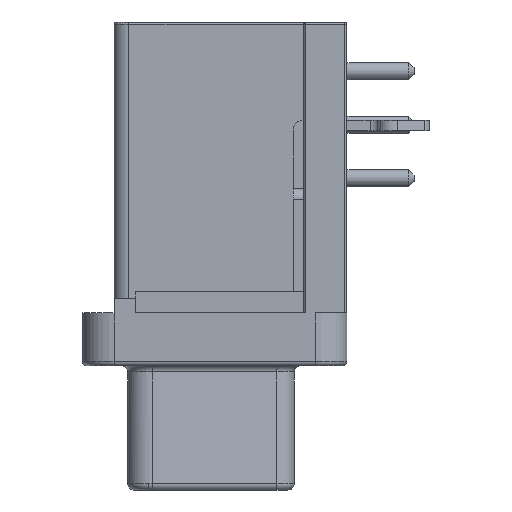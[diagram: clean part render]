
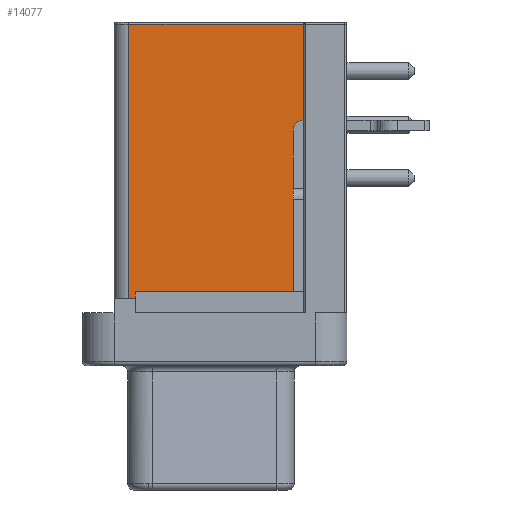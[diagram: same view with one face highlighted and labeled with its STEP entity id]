
A CAD part, left-side view. The second image highlights one B-rep face of the part: STEP entity #14077.
In plain terms, the highlighted planar face has unit normal (-1, 0, 0).
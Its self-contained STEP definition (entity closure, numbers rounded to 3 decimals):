
#11942 = PLANE('',#11943);
#11943 = AXIS2_PLACEMENT_3D('',#11944,#11945,#11946);
#11944 = CARTESIAN_POINT('',(-8.6,-4.225,16.3));
#11945 = DIRECTION('',(0.,-1.,0.));
#11946 = DIRECTION('',(1.,0.,0.));
#11962 = VERTEX_POINT('',#11963);
#11963 = CARTESIAN_POINT('',(-8.6,-4.225,16.2));
#11989 = EDGE_CURVE('',#11962,#11990,#11992,.T.);
#11990 = VERTEX_POINT('',#11991);
#11991 = CARTESIAN_POINT('',(-8.6,-4.225,2.5));
#11992 = SURFACE_CURVE('',#11993,(#11997,#12004),.PCURVE_S1.);
#11993 = LINE('',#11994,#11995);
#11994 = CARTESIAN_POINT('',(-8.6,-4.225,16.3));
#11995 = VECTOR('',#11996,1.);
#11996 = DIRECTION('',(-0.,-0.,-1.));
#11997 = PCURVE('',#11942,#11998);
#11998 = DEFINITIONAL_REPRESENTATION('',(#11999),#12003);
#11999 = LINE('',#12000,#12001);
#12000 = CARTESIAN_POINT('',(0.,0.));
#12001 = VECTOR('',#12002,1.);
#12002 = DIRECTION('',(0.,-1.));
#12003 = ( GEOMETRIC_REPRESENTATION_CONTEXT(2) 
PARAMETRIC_REPRESENTATION_CONTEXT() REPRESENTATION_CONTEXT('2D SPACE',''
  ) );
#12004 = PCURVE('',#12005,#12010);
#12005 = PLANE('',#12006);
#12006 = AXIS2_PLACEMENT_3D('',#12007,#12008,#12009);
#12007 = CARTESIAN_POINT('',(-8.6,-4.225,16.3));
#12008 = DIRECTION('',(1.,0.,0.));
#12009 = DIRECTION('',(0.,1.,0.));
#12010 = DEFINITIONAL_REPRESENTATION('',(#12011),#12015);
#12011 = LINE('',#12012,#12013);
#12012 = CARTESIAN_POINT('',(0.,0.));
#12013 = VECTOR('',#12014,1.);
#12014 = DIRECTION('',(0.,-1.));
#12015 = ( GEOMETRIC_REPRESENTATION_CONTEXT(2) 
PARAMETRIC_REPRESENTATION_CONTEXT() REPRESENTATION_CONTEXT('2D SPACE',''
  ) );
#12033 = PLANE('',#12034);
#12034 = AXIS2_PLACEMENT_3D('',#12035,#12036,#12037);
#12035 = CARTESIAN_POINT('',(13.9,-4.775,2.5));
#12036 = DIRECTION('',(0.,0.,1.));
#12037 = DIRECTION('',(1.,0.,-0.));
#13145 = VERTEX_POINT('',#13146);
#13146 = CARTESIAN_POINT('',(-8.6,3.775,2.5));
#13160 = PLANE('',#13161);
#13161 = AXIS2_PLACEMENT_3D('',#13162,#13163,#13164);
#13162 = CARTESIAN_POINT('',(-15.4,3.775,3.2));
#13163 = DIRECTION('',(0.,1.,0.));
#13164 = DIRECTION('',(-1.,0.,0.));
#13194 = EDGE_CURVE('',#13145,#11990,#13195,.T.);
#13195 = SURFACE_CURVE('',#13196,(#13200,#13207),.PCURVE_S1.);
#13196 = LINE('',#13197,#13198);
#13197 = CARTESIAN_POINT('',(-8.6,-4.225,2.5));
#13198 = VECTOR('',#13199,1.);
#13199 = DIRECTION('',(0.,-1.,-0.));
#13200 = PCURVE('',#12033,#13201);
#13201 = DEFINITIONAL_REPRESENTATION('',(#13202),#13206);
#13202 = LINE('',#13203,#13204);
#13203 = CARTESIAN_POINT('',(-22.5,0.55));
#13204 = VECTOR('',#13205,1.);
#13205 = DIRECTION('',(0.,-1.));
#13206 = ( GEOMETRIC_REPRESENTATION_CONTEXT(2) 
PARAMETRIC_REPRESENTATION_CONTEXT() REPRESENTATION_CONTEXT('2D SPACE',''
  ) );
#13207 = PCURVE('',#12005,#13208);
#13208 = DEFINITIONAL_REPRESENTATION('',(#13209),#13213);
#13209 = LINE('',#13210,#13211);
#13210 = CARTESIAN_POINT('',(0.,-13.8));
#13211 = VECTOR('',#13212,1.);
#13212 = DIRECTION('',(-1.,0.));
#13213 = ( GEOMETRIC_REPRESENTATION_CONTEXT(2) 
PARAMETRIC_REPRESENTATION_CONTEXT() REPRESENTATION_CONTEXT('2D SPACE',''
  ) );
#13257 = PLANE('',#13258);
#13258 = AXIS2_PLACEMENT_3D('',#13259,#13260,#13261);
#13259 = CARTESIAN_POINT('',(0.,0.,3.2));
#13260 = DIRECTION('',(-0.,0.,1.));
#13261 = DIRECTION('',(1.,0.,0.));
#13318 = EDGE_CURVE('',#13145,#13319,#13321,.T.);
#13319 = VERTEX_POINT('',#13320);
#13320 = CARTESIAN_POINT('',(-8.6,3.775,3.2));
#13321 = SURFACE_CURVE('',#13322,(#13326,#13333),.PCURVE_S1.);
#13322 = LINE('',#13323,#13324);
#13323 = CARTESIAN_POINT('',(-8.6,3.775,16.3));
#13324 = VECTOR('',#13325,1.);
#13325 = DIRECTION('',(0.,0.,1.));
#13326 = PCURVE('',#13160,#13327);
#13327 = DEFINITIONAL_REPRESENTATION('',(#13328),#13332);
#13328 = LINE('',#13329,#13330);
#13329 = CARTESIAN_POINT('',(-6.8,13.1));
#13330 = VECTOR('',#13331,1.);
#13331 = DIRECTION('',(0.,1.));
#13332 = ( GEOMETRIC_REPRESENTATION_CONTEXT(2) 
PARAMETRIC_REPRESENTATION_CONTEXT() REPRESENTATION_CONTEXT('2D SPACE',''
  ) );
#13333 = PCURVE('',#12005,#13334);
#13334 = DEFINITIONAL_REPRESENTATION('',(#13335),#13339);
#13335 = LINE('',#13336,#13337);
#13336 = CARTESIAN_POINT('',(8.,0.));
#13337 = VECTOR('',#13338,1.);
#13338 = DIRECTION('',(0.,1.));
#13339 = ( GEOMETRIC_REPRESENTATION_CONTEXT(2) 
PARAMETRIC_REPRESENTATION_CONTEXT() REPRESENTATION_CONTEXT('2D SPACE',''
  ) );
#14077 = ADVANCED_FACE('',(#14078),#12005,.F.);
#14078 = FACE_BOUND('',#14079,.T.);
#14079 = EDGE_LOOP('',(#14080,#14081,#14109,#14137,#14158,#14159));
#14080 = ORIENTED_EDGE('',*,*,#11989,.F.);
#14081 = ORIENTED_EDGE('',*,*,#14082,.T.);
#14082 = EDGE_CURVE('',#11962,#14083,#14085,.T.);
#14083 = VERTEX_POINT('',#14084);
#14084 = CARTESIAN_POINT('',(-8.6,4.075,16.2));
#14085 = SURFACE_CURVE('',#14086,(#14090,#14097),.PCURVE_S1.);
#14086 = LINE('',#14087,#14088);
#14087 = CARTESIAN_POINT('',(-8.6,-4.225,16.2));
#14088 = VECTOR('',#14089,1.);
#14089 = DIRECTION('',(0.,1.,-0.));
#14090 = PCURVE('',#12005,#14091);
#14091 = DEFINITIONAL_REPRESENTATION('',(#14092),#14096);
#14092 = LINE('',#14093,#14094);
#14093 = CARTESIAN_POINT('',(0.,-0.1));
#14094 = VECTOR('',#14095,1.);
#14095 = DIRECTION('',(1.,0.));
#14096 = ( GEOMETRIC_REPRESENTATION_CONTEXT(2) 
PARAMETRIC_REPRESENTATION_CONTEXT() REPRESENTATION_CONTEXT('2D SPACE',''
  ) );
#14097 = PCURVE('',#14098,#14103);
#14098 = CYLINDRICAL_SURFACE('',#14099,0.1);
#14099 = AXIS2_PLACEMENT_3D('',#14100,#14101,#14102);
#14100 = CARTESIAN_POINT('',(-8.5,0.,16.2));
#14101 = DIRECTION('',(0.,-1.,0.));
#14102 = DIRECTION('',(1.,0.,0.));
#14103 = DEFINITIONAL_REPRESENTATION('',(#14104),#14108);
#14104 = LINE('',#14105,#14106);
#14105 = CARTESIAN_POINT('',(3.142,4.225));
#14106 = VECTOR('',#14107,1.);
#14107 = DIRECTION('',(0.,-1.));
#14108 = ( GEOMETRIC_REPRESENTATION_CONTEXT(2) 
PARAMETRIC_REPRESENTATION_CONTEXT() REPRESENTATION_CONTEXT('2D SPACE',''
  ) );
#14109 = ORIENTED_EDGE('',*,*,#14110,.T.);
#14110 = EDGE_CURVE('',#14083,#14111,#14113,.T.);
#14111 = VERTEX_POINT('',#14112);
#14112 = CARTESIAN_POINT('',(-8.6,4.075,3.2));
#14113 = SURFACE_CURVE('',#14114,(#14118,#14125),.PCURVE_S1.);
#14114 = LINE('',#14115,#14116);
#14115 = CARTESIAN_POINT('',(-8.6,4.075,16.3));
#14116 = VECTOR('',#14117,1.);
#14117 = DIRECTION('',(0.,0.,-1.));
#14118 = PCURVE('',#12005,#14119);
#14119 = DEFINITIONAL_REPRESENTATION('',(#14120),#14124);
#14120 = LINE('',#14121,#14122);
#14121 = CARTESIAN_POINT('',(8.3,0.));
#14122 = VECTOR('',#14123,1.);
#14123 = DIRECTION('',(0.,-1.));
#14124 = ( GEOMETRIC_REPRESENTATION_CONTEXT(2) 
PARAMETRIC_REPRESENTATION_CONTEXT() REPRESENTATION_CONTEXT('2D SPACE',''
  ) );
#14125 = PCURVE('',#14126,#14131);
#14126 = CYLINDRICAL_SURFACE('',#14127,0.7);
#14127 = AXIS2_PLACEMENT_3D('',#14128,#14129,#14130);
#14128 = CARTESIAN_POINT('',(-7.9,4.075,16.3));
#14129 = DIRECTION('',(0.,0.,-1.));
#14130 = DIRECTION('',(-1.,0.,0.));
#14131 = DEFINITIONAL_REPRESENTATION('',(#14132),#14136);
#14132 = LINE('',#14133,#14134);
#14133 = CARTESIAN_POINT('',(0.,0.));
#14134 = VECTOR('',#14135,1.);
#14135 = DIRECTION('',(0.,1.));
#14136 = ( GEOMETRIC_REPRESENTATION_CONTEXT(2) 
PARAMETRIC_REPRESENTATION_CONTEXT() REPRESENTATION_CONTEXT('2D SPACE',''
  ) );
#14137 = ORIENTED_EDGE('',*,*,#14138,.T.);
#14138 = EDGE_CURVE('',#14111,#13319,#14139,.T.);
#14139 = SURFACE_CURVE('',#14140,(#14144,#14151),.PCURVE_S1.);
#14140 = LINE('',#14141,#14142);
#14141 = CARTESIAN_POINT('',(-8.6,-4.225,3.2));
#14142 = VECTOR('',#14143,1.);
#14143 = DIRECTION('',(0.,-1.,0.));
#14144 = PCURVE('',#12005,#14145);
#14145 = DEFINITIONAL_REPRESENTATION('',(#14146),#14150);
#14146 = LINE('',#14147,#14148);
#14147 = CARTESIAN_POINT('',(0.,-13.1));
#14148 = VECTOR('',#14149,1.);
#14149 = DIRECTION('',(-1.,0.));
#14150 = ( GEOMETRIC_REPRESENTATION_CONTEXT(2) 
PARAMETRIC_REPRESENTATION_CONTEXT() REPRESENTATION_CONTEXT('2D SPACE',''
  ) );
#14151 = PCURVE('',#13257,#14152);
#14152 = DEFINITIONAL_REPRESENTATION('',(#14153),#14157);
#14153 = LINE('',#14154,#14155);
#14154 = CARTESIAN_POINT('',(-8.6,-4.225));
#14155 = VECTOR('',#14156,1.);
#14156 = DIRECTION('',(0.,-1.));
#14157 = ( GEOMETRIC_REPRESENTATION_CONTEXT(2) 
PARAMETRIC_REPRESENTATION_CONTEXT() REPRESENTATION_CONTEXT('2D SPACE',''
  ) );
#14158 = ORIENTED_EDGE('',*,*,#13318,.F.);
#14159 = ORIENTED_EDGE('',*,*,#13194,.T.);
